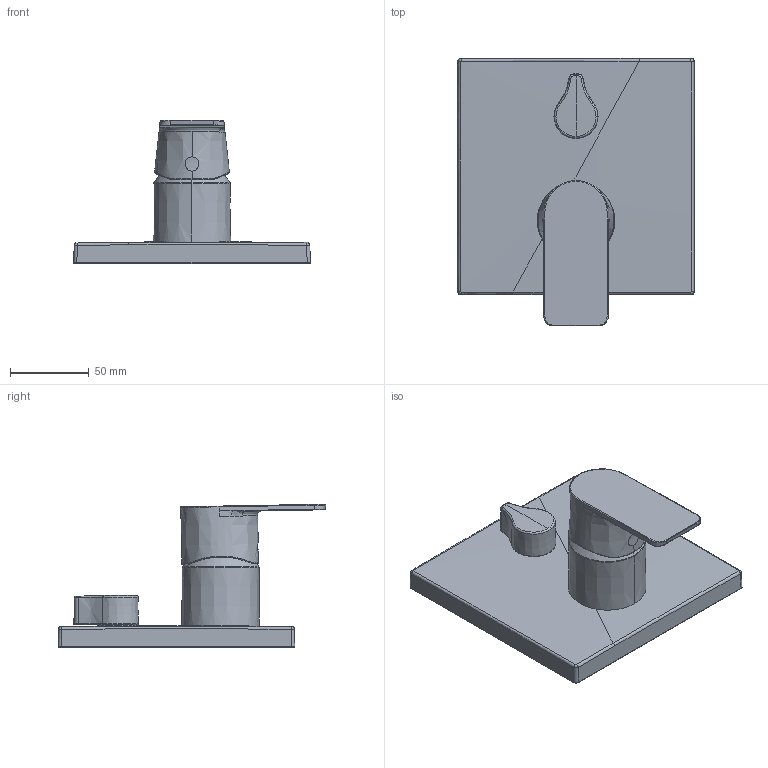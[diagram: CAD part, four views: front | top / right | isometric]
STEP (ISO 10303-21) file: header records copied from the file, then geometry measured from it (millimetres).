
FILE_DESCRIPTION (( 'STEP AP203' ), '1' );
FILE_NAME ('87849073(2021).STEP', '2020-10-29T12:33:00', ( '' ), ( '' ), 'SwSTEP 2.0', 'SolidWorks 2016', '' );
FILE_SCHEMA (( 'CONFIG_CONTROL_DESIGN' ));
Length unit declared in the file: millimetre
Products named in the file (1): 87849073(2021)
Bounding box: 149.97 x 169.69 x 91.01 mm (x, y, z)
Volume: 464227.9 mm3; surface area: 70507.4 mm2
Topology: 1 solids, 1 shells, 99 faces, 240 edges, 146 vertices
Faces by surface type: bspline 49, torus 14, plane 12, cylinder 11, cone 7, sphere 6
Entity records: 9673 total; most frequent: CARTESIAN_POINT 7610, ORIENTED_EDGE 480, DIRECTION 307, EDGE_CURVE 240, VERTEX_POINT 146, AXIS2_PLACEMENT_3D 126, B_SPLINE_CURVE_WITH_KNOTS 110, EDGE_LOOP 102
